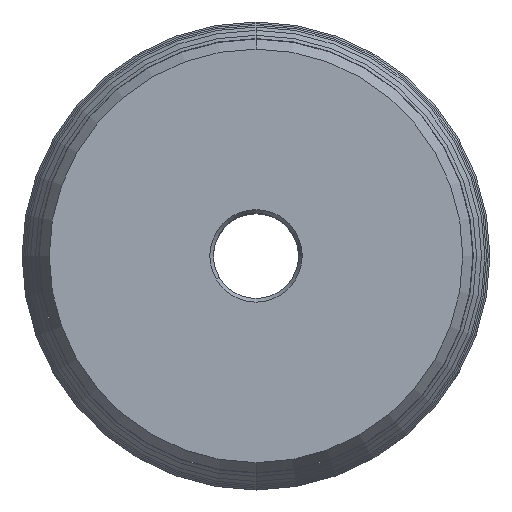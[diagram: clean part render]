
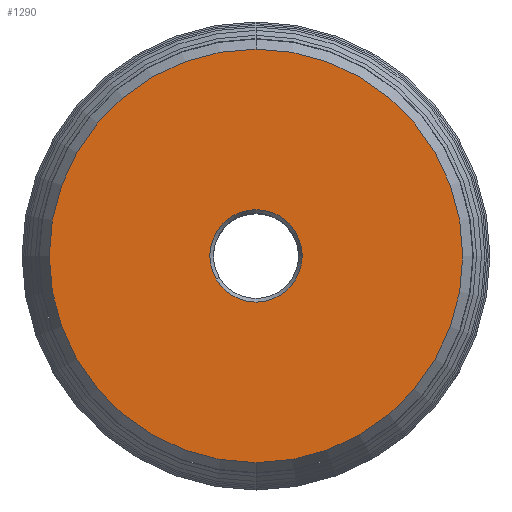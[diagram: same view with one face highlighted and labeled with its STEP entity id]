
A CAD part, top view. The second image highlights one B-rep face of the part: STEP entity #1290.
In plain terms, the highlighted planar face has unit normal (0, 0, 1).
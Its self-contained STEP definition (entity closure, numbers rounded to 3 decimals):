
#144=CARTESIAN_POINT('',(0.,0.,15.));
#145=DIRECTION('',(0.,0.,-1.));
#146=DIRECTION('',(0.866,0.5,0.));
#147=AXIS2_PLACEMENT_3D('',#144,#145,#146);
#152=CARTESIAN_POINT('',(0.,0.,15.));
#153=DIRECTION('',(0.,0.,-1.));
#154=DIRECTION('',(-0.866,-0.5,0.));
#155=AXIS2_PLACEMENT_3D('',#152,#153,#154);
#175=CARTESIAN_POINT('',(0.,0.,15.));
#176=DIRECTION('',(0.,0.,-1.));
#177=DIRECTION('',(0.,1.,0.));
#178=AXIS2_PLACEMENT_3D('',#175,#176,#177);
#212=CARTESIAN_POINT('',(0.,0.,15.));
#213=DIRECTION('',(0.,0.,1.));
#214=DIRECTION('',(0.,1.,0.));
#215=AXIS2_PLACEMENT_3D('',#212,#213,#214);
#1027=CARTESIAN_POINT('',(0.,9.73,15.));
#1028=CARTESIAN_POINT('',(0.,-9.73,15.));
#1029=VERTEX_POINT('',#1027);
#1030=VERTEX_POINT('',#1028);
#1103=CARTESIAN_POINT('',(1.882,1.087,15.));
#1104=VERTEX_POINT('',#1103);
#1105=CARTESIAN_POINT('',(-1.882,-1.087,15.));
#1106=VERTEX_POINT('',#1105);
#1275=CARTESIAN_POINT('',(0.,0.,15.));
#1276=DIRECTION('',(0.,0.,1.));
#1277=DIRECTION('',(0.,-1.,0.));
#1278=AXIS2_PLACEMENT_3D('',#1275,#1276,#1277);
#1279=PLANE('',#1278);
#1281=ORIENTED_EDGE('',*,*,#1280,.T.);
#1283=ORIENTED_EDGE('',*,*,#1282,.F.);
#1284=EDGE_LOOP('',(#1281,#1283));
#1285=FACE_OUTER_BOUND('',#1284,.F.);
#1286=ORIENTED_EDGE('',*,*,#1254,.F.);
#1287=ORIENTED_EDGE('',*,*,#1270,.F.);
#1288=EDGE_LOOP('',(#1286,#1287));
#1289=FACE_BOUND('',#1288,.F.);
#148=CIRCLE('',#147,2.173);
#156=CIRCLE('',#155,2.173);
#179=CIRCLE('',#178,9.73);
#216=CIRCLE('',#215,9.73);
#1254=EDGE_CURVE('',#1104,#1106,#148,.T.);
#1270=EDGE_CURVE('',#1106,#1104,#156,.T.);
#1280=EDGE_CURVE('',#1029,#1030,#179,.T.);
#1282=EDGE_CURVE('',#1029,#1030,#216,.T.);
#1290=ADVANCED_FACE('',(#1285,#1289),#1279,.T.);
